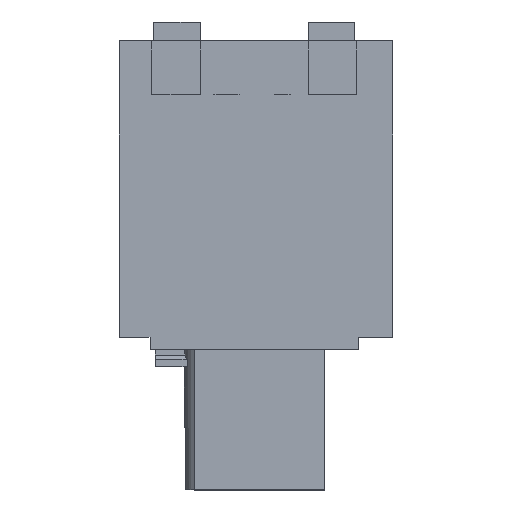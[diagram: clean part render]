
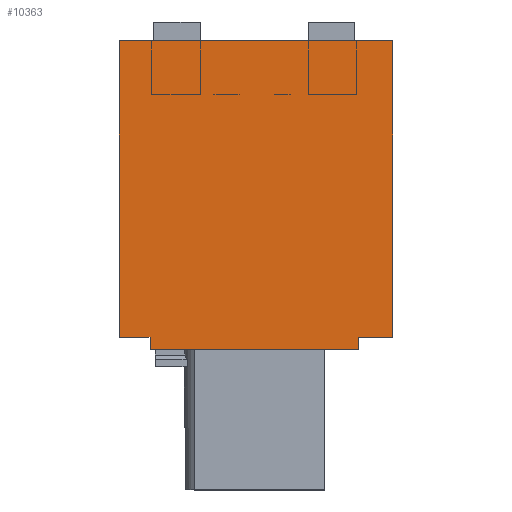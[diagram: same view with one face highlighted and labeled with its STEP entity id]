
A CAD part, left-side view. The second image highlights one B-rep face of the part: STEP entity #10363.
In plain terms, the highlighted planar face has unit normal (-1, 0, 0).
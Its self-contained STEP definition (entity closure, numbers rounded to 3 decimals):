
#10351=AXIS2_PLACEMENT_3D('Plane Axis2P3D',#10348,#10349,#10350) ;
#3675=CARTESIAN_POINT('Vertex',(0.,15.2,25.)) ;
#3678=CARTESIAN_POINT('Line Origine',(0.,7.6,25.)) ;
#3682=CARTESIAN_POINT('Vertex',(0.,0.,25.)) ;
#4704=CARTESIAN_POINT('Vertex',(0.,15.2,8.5)) ;
#4707=CARTESIAN_POINT('Line Origine',(0.,15.2,16.75)) ;
#5452=CARTESIAN_POINT('Vertex',(0.,13.5,8.5)) ;
#5455=CARTESIAN_POINT('Line Origine',(0.,14.35,8.5)) ;
#5483=CARTESIAN_POINT('Vertex',(0.,13.5,7.8)) ;
#5486=CARTESIAN_POINT('Line Origine',(0.,13.5,8.15)) ;
#5514=CARTESIAN_POINT('Vertex',(0.,1.9,8.5)) ;
#5517=CARTESIAN_POINT('Line Origine',(0.,1.9,8.15)) ;
#5521=CARTESIAN_POINT('Vertex',(0.,1.9,7.8)) ;
#5549=CARTESIAN_POINT('Vertex',(0.,0.,8.5)) ;
#5552=CARTESIAN_POINT('Line Origine',(0.,0.95,8.5)) ;
#5593=CARTESIAN_POINT('Line Origine',(0.,0.,16.75)) ;
#8553=CARTESIAN_POINT('Line Origine',(0.,7.7,7.8)) ;
#10348=CARTESIAN_POINT('Axis2P3D Location',(0.,0.,0.)) ;
#3679=DIRECTION('Vector Direction',(0.,1.,0.)) ;
#4708=DIRECTION('Vector Direction',(0.,0.,1.)) ;
#5456=DIRECTION('Vector Direction',(0.,1.,0.)) ;
#5487=DIRECTION('Vector Direction',(0.,0.,1.)) ;
#5518=DIRECTION('Vector Direction',(0.,0.,-1.)) ;
#5553=DIRECTION('Vector Direction',(0.,1.,0.)) ;
#5594=DIRECTION('Vector Direction',(0.,0.,-1.)) ;
#8554=DIRECTION('Vector Direction',(0.,1.,0.)) ;
#10349=DIRECTION('Axis2P3D Direction',(-1.,0.,0.)) ;
#10350=DIRECTION('Axis2P3D XDirection',(0.,0.,1.)) ;
#3680=VECTOR('Line Direction',#3679,1.) ;
#4709=VECTOR('Line Direction',#4708,1.) ;
#5457=VECTOR('Line Direction',#5456,1.) ;
#5488=VECTOR('Line Direction',#5487,1.) ;
#5519=VECTOR('Line Direction',#5518,1.) ;
#5554=VECTOR('Line Direction',#5553,1.) ;
#5595=VECTOR('Line Direction',#5594,1.) ;
#8555=VECTOR('Line Direction',#8554,1.) ;
#10354=ORIENTED_EDGE('',*,*,#5523,.F.) ;
#10355=ORIENTED_EDGE('',*,*,#5556,.F.) ;
#10356=ORIENTED_EDGE('',*,*,#5597,.F.) ;
#10357=ORIENTED_EDGE('',*,*,#3684,.T.) ;
#10358=ORIENTED_EDGE('',*,*,#4711,.F.) ;
#10359=ORIENTED_EDGE('',*,*,#5459,.F.) ;
#10360=ORIENTED_EDGE('',*,*,#5490,.F.) ;
#10361=ORIENTED_EDGE('',*,*,#8557,.F.) ;
#10363=ADVANCED_FACE('HOUSING',(#10362),#10352,.T.) ;
#3684=EDGE_CURVE('',#3683,#3676,#3681,.T.) ;
#4711=EDGE_CURVE('',#4705,#3676,#4710,.T.) ;
#5459=EDGE_CURVE('',#5453,#4705,#5458,.T.) ;
#5490=EDGE_CURVE('',#5484,#5453,#5489,.T.) ;
#5523=EDGE_CURVE('',#5515,#5522,#5520,.T.) ;
#5556=EDGE_CURVE('',#5550,#5515,#5555,.T.) ;
#5597=EDGE_CURVE('',#3683,#5550,#5596,.T.) ;
#8557=EDGE_CURVE('',#5522,#5484,#8556,.T.) ;
#10353=EDGE_LOOP('',(#10354,#10355,#10356,#10357,#10358,#10359,#10360,#10361)) ;
#10362=FACE_OUTER_BOUND('',#10353,.T.) ;
#3681=LINE('Line',#3678,#3680) ;
#4710=LINE('Line',#4707,#4709) ;
#5458=LINE('Line',#5455,#5457) ;
#5489=LINE('Line',#5486,#5488) ;
#5520=LINE('Line',#5517,#5519) ;
#5555=LINE('Line',#5552,#5554) ;
#5596=LINE('Line',#5593,#5595) ;
#8556=LINE('Line',#8553,#8555) ;
#10352=PLANE('',#10351) ;
#3676=VERTEX_POINT('',#3675) ;
#3683=VERTEX_POINT('',#3682) ;
#4705=VERTEX_POINT('',#4704) ;
#5453=VERTEX_POINT('',#5452) ;
#5484=VERTEX_POINT('',#5483) ;
#5515=VERTEX_POINT('',#5514) ;
#5522=VERTEX_POINT('',#5521) ;
#5550=VERTEX_POINT('',#5549) ;
